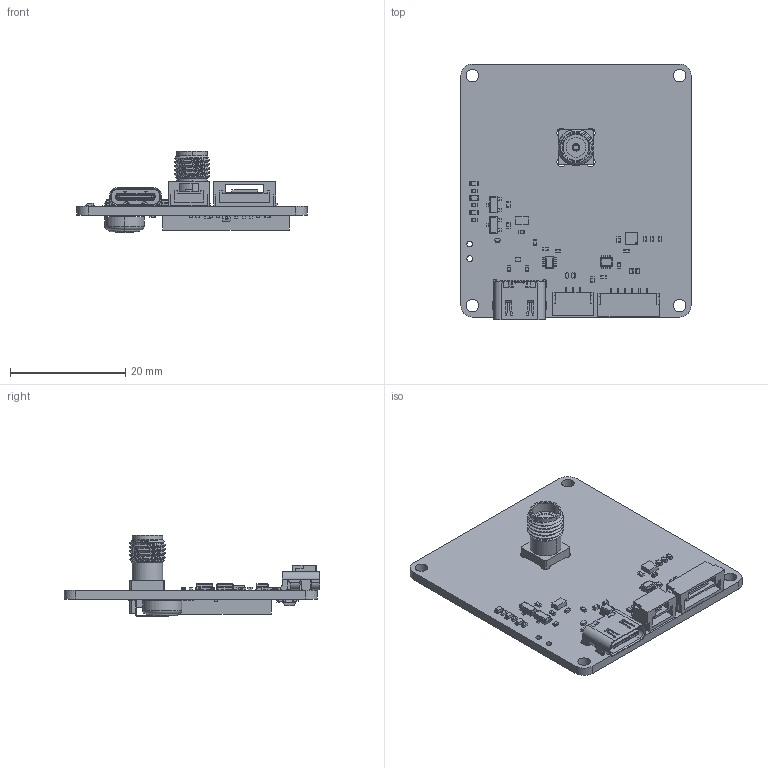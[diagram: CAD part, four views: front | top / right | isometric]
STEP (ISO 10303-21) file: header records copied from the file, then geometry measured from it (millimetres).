
FILE_DESCRIPTION(('Open CASCADE Model'),'2;1');
FILE_NAME('Open CASCADE Shape Model','2022-07-18T12:32:48',('Author'),( 'Open CASCADE'),'Open CASCADE STEP processor 6.8','Open CASCADE 6.8' ,'Unknown');
FILE_SCHEMA(('AUTOMOTIVE_DESIGN { 1 0 10303 214 1 1 1 1 }'));
Length unit declared in the file: millimetre
Products named in the file (130): PCB; BoardARK_RTK_Base_PCB; Open CASCADE STEP translator 6.8 1.1.1; D8ARK_RTK_Base_PCB; 6413970752; Body; Open_CASCADE_STEP_translator_6.8_1.1.1; lead; R21ARK_RTK_Base_PCB; 6486733968; Extruded; 6486734208; D7ARK_RTK_Base_PCB; SML-D12x1; R16ARK_RTK_Base_PCB; 6486736128; 6486736368; L2ARK_RTK_Base_PCB; 6486733088; J5ARK_RTK_Base_PCB; SM03B-GHS-TB_RGB8421504; D15ARK_RTK_Base_PCB; 6413970192; D14ARK_RTK_Base_PCB; R36ARK_RTK_Base_PCB; Q5ARK_RTK_Base_PCB; 6413969632; Open_CASCADE_STEP_translator_6.8_18.1.1; Leader; U5ARK_RTK_Base_PCB; 6413967152; Open_CASCADE_STEP_translator_6.8_4.1; Open_CASCADE_STEP_translator_6.8_4.2.1; Thermal_Shape; Pin_Shape; Open_CASCADE_STEP_translator_6.8_4.4.1; R20ARK_RTK_Base_PCB; R1ARK_RTK_Base_PCB; C16ARK_RTK_Base_PCB; 0402_cap ...
Assembly tree (236 placements, depth 5):
  PCB
    BoardARK_RTK_Base_PCB
      Open CASCADE STEP translator 6.8 1.1.1
    D8ARK_RTK_Base_PCB
      6413970752
        Body
          Open_CASCADE_STEP_translator_6.8_1.1.1
        lead  x2
    R21ARK_RTK_Base_PCB
      6486733968
        Extruded
      6486734208  x2
        Extruded
    D7ARK_RTK_Base_PCB
      SML-D12x1
    R16ARK_RTK_Base_PCB
      6486736128
        Extruded
      6486736368  x2
        Extruded
    L2ARK_RTK_Base_PCB
      6486733088
        Extruded
    J5ARK_RTK_Base_PCB
      SM03B-GHS-TB_RGB8421504
    D15ARK_RTK_Base_PCB
      6413970192
        Body
          Open_CASCADE_STEP_translator_6.8_1.1.1
        lead  x2
    D14ARK_RTK_Base_PCB
      6413970192
        Body
          Open_CASCADE_STEP_translator_6.8_1.1.1
        lead  x2
    R36ARK_RTK_Base_PCB
      6486736368  x2
        Extruded
      6486736128
        Extruded
    Q5ARK_RTK_Base_PCB
      6413969632
        Body
          Open_CASCADE_STEP_translator_6.8_18.1.1
        Leader  x3
    U5ARK_RTK_Base_PCB
      6413967152
        Open_CASCADE_STEP_translator_6.8_4.1
        Body
          Open_CASCADE_STEP_translator_6.8_4.2.1
        Thermal_Shape
        Pin_Shape  x6
          Open_CASCADE_STEP_translator_6.8_4.4.1
    R20ARK_RTK_Base_PCB
      6486734208  x2
        Extruded
      6486733968
        Extruded
    R1ARK_RTK_Base_PCB
      6486736368  x2
Bounding box: 40 x 44.5 x 14.09 mm (x, y, z)
Volume: 4327.4 mm3; surface area: 6693.4 mm2
Topology: 154 solids, 156 shells, 3406 faces, 7813 edges, 4430 vertices
Faces by surface type: plane 2009, cylinder 929, sphere 304, bspline 102, torus 30, cone 24, revolution 8
Full cylindrical faces by diameter (mm): 0.163 x1, 0.263 x1, 0.6 x1, 1 x2, 1.6 x5, 2.2 x4
Entity records: 64129 total; most frequent: CARTESIAN_POINT 15317, DIRECTION 8089, ORIENTED_EDGE 7880, EDGE_CURVE 3941, LINE 2779, VECTOR 2779, AXIS2_PLACEMENT_3D 2651, VERTEX_POINT 2418
